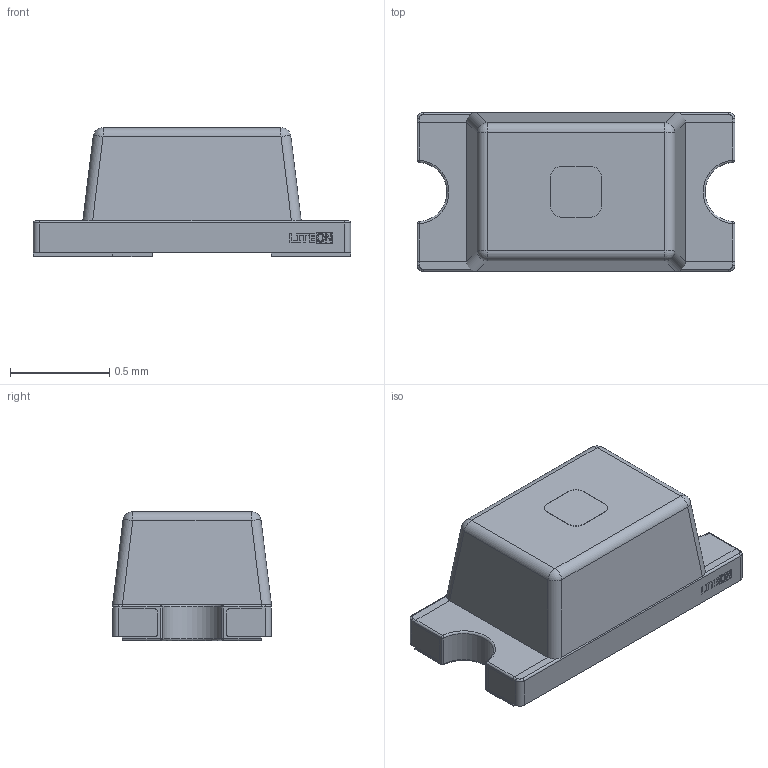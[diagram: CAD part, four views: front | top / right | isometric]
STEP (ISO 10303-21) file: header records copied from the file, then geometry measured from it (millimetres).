
FILE_DESCRIPTION(/* description */ (''),/* implementation_level */ '2;1');
FILE_NAME(/* name */ '1.stp',/* time_stamp */ '2020-06-23T07:28:20+02:00',/* author */ ('k'),/* organization */ (''),/* preprocessor_version */ 'ST-DEVELOPER v15.6',/* originating_system */ 'Autodesk Inventor 2015',/* authorisation */ '');
FILE_SCHEMA (('AUTOMOTIVE_DESIGN { 1 0 10303 214 3 1 1 }'));
Products named in the file (6): 1; 2; 3; Lite-On Logo Adjustable; 4
Bounding box: 1.6 x 0.8 x 0.65 mm (x, y, z)
Volume: 0.6 mm3; surface area: 8.7 mm2
Topology: 11 solids, 11 shells, 222 faces, 556 edges, 356 vertices
Faces by surface type: plane 136, cylinder 52, bspline 14, sphere 12, torus 8
Entity records: 6792 total; most frequent: CARTESIAN_POINT 1327, ORIENTED_EDGE 1112, DIRECTION 1086, EDGE_CURVE 556, LINE 408, VECTOR 408, VERTEX_POINT 356, AXIS2_PLACEMENT_3D 339
